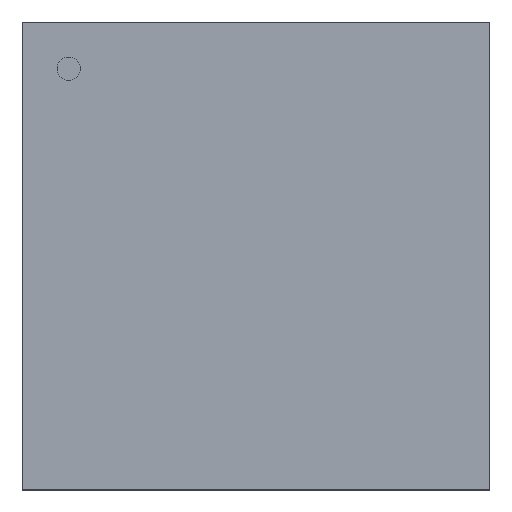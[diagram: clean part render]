
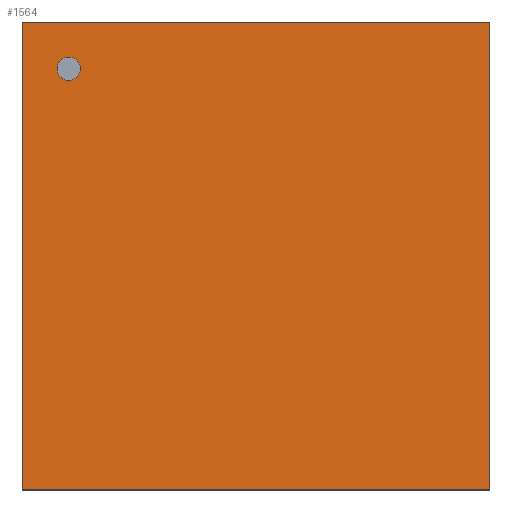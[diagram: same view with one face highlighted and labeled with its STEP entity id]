
A CAD part, top view. The second image highlights one B-rep face of the part: STEP entity #1564.
In plain terms, the highlighted planar face has unit normal (0, 0, 1).
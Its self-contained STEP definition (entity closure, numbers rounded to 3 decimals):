
#1340=CARTESIAN_POINT('',(3.581,-3.581,0.61));
#1339=VERTEX_POINT('',#1340);
#1350=CARTESIAN_POINT('',(-3.581,-3.581,0.61));
#1349=VERTEX_POINT('',#1350);
#1348=EDGE_CURVE('',#1349,#1339,#1353,.T.);
#1353=LINE('',#1350,#1355);
#1355=VECTOR('',#1356,7.163);
#1356=DIRECTION('',(1.0,0.0,0.0));
#1389=CARTESIAN_POINT('',(3.581,3.581,0.61));
#1388=VERTEX_POINT('',#1389);
#1397=EDGE_CURVE('',#1339,#1388,#1402,.T.);
#1402=LINE('',#1340,#1404);
#1404=VECTOR('',#1405,7.163);
#1405=DIRECTION('',(0.0,1.0,0.0));
#1438=CARTESIAN_POINT('',(-3.581,3.581,0.61));
#1437=VERTEX_POINT('',#1438);
#1446=EDGE_CURVE('',#1388,#1437,#1451,.T.);
#1451=LINE('',#1389,#1453);
#1453=VECTOR('',#1454,7.163);
#1454=DIRECTION('',(-1.0,0.0,0.0));
#1495=EDGE_CURVE('',#1437,#1349,#1500,.T.);
#1500=LINE('',#1438,#1502);
#1502=VECTOR('',#1503,7.163);
#1503=DIRECTION('',(0.0,-1.0,0.0));
#1564=ADVANCED_FACE('',(#1570),#1565,.T.);
#1565=PLANE('',#1566);
#1566=AXIS2_PLACEMENT_3D('',#1567,#1568,#1569);
#1567=CARTESIAN_POINT('',(-3.581,-3.581,0.61));
#1568=DIRECTION('',(0.0,0.0,1.0));
#1569=DIRECTION('',(0.,1.,0.));
#1570=FACE_OUTER_BOUND('',#1571,.T.);
#1571=EDGE_LOOP('',(#1572,#1582,#1592,#1602));
#1572=ORIENTED_EDGE('',*,*,#1348,.T.);
#1582=ORIENTED_EDGE('',*,*,#1397,.T.);
#1592=ORIENTED_EDGE('',*,*,#1446,.T.);
#1602=ORIENTED_EDGE('',*,*,#1495,.T.);
